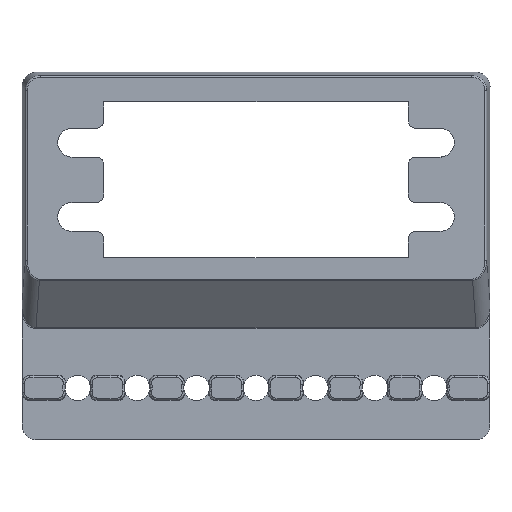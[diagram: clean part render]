
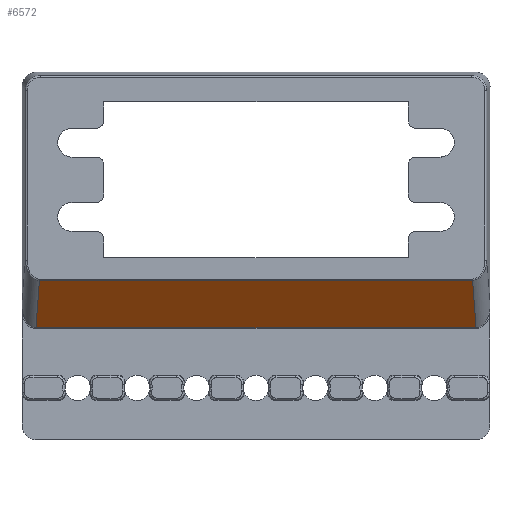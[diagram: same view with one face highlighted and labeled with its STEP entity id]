
A CAD part, top view. The second image highlights one B-rep face of the part: STEP entity #6572.
In plain terms, the highlighted planar face has unit normal (0, -0.643, 0.766).
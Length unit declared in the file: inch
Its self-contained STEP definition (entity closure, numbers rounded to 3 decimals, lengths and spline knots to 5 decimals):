
#206 = DIRECTION ( 'NONE',  ( -1., 0., 0. ) ) ;
#289 = CARTESIAN_POINT ( 'NONE',  ( -1.24016, -0.53247, 0.33037 ) ) ;
#1212 = LINE ( 'NONE', #1223, #7882 ) ;
#1223 = CARTESIAN_POINT ( 'NONE',  ( -1.14782, -0.53247, 0.33037 ) ) ;
#1683 = CARTESIAN_POINT ( 'NONE',  ( 1.16619, -0.78269, 0.12041 ) ) ;
#1954 = EDGE_CURVE ( 'NONE', #2599, #7041, #1212, .T. ) ;
#1973 = DIRECTION ( 'NONE',  ( 1., 0., 0. ) ) ;
#2176 = ORIENTED_EDGE ( 'NONE', *, *, #1954, .T. ) ;
#2599 = VERTEX_POINT ( 'NONE', #2801 ) ;
#2801 = CARTESIAN_POINT ( 'NONE',  ( -1.14782, -0.53247, 0.33037 ) ) ;
#2825 = VERTEX_POINT ( 'NONE', #9941 ) ;
#3247 = CARTESIAN_POINT ( 'NONE',  ( 1.16619, -0.78269, 0.12041 ) ) ;
#3901 = CARTESIAN_POINT ( 'NONE',  ( -1.16619, -0.78269, 0.12041 ) ) ;
#4018 = LINE ( 'NONE', #5536, #10750 ) ;
#4401 = LINE ( 'NONE', #1683, #8133 ) ;
#5535 = ORIENTED_EDGE ( 'NONE', *, *, #10295, .T. ) ;
#5536 = CARTESIAN_POINT ( 'NONE',  ( -0.62008, -0.78269, 0.12041 ) ) ;
#5580 = ORIENTED_EDGE ( 'NONE', *, *, #5673, .T. ) ;
#5673 = EDGE_CURVE ( 'NONE', #7041, #7098, #4018, .T. ) ;
#5913 = VECTOR ( 'NONE', #206, 39.37008 ) ;
#5976 = ORIENTED_EDGE ( 'NONE', *, *, #9103, .T. ) ;
#6572 = ADVANCED_FACE ( 'NONE', ( #9858 ), #6695, .T. ) ;
#6695 = PLANE ( 'NONE',  #6997 ) ;
#6997 = AXIS2_PLACEMENT_3D ( 'NONE', #10305, #8514, #10263 ) ;
#7041 = VERTEX_POINT ( 'NONE', #3901 ) ;
#7098 = VERTEX_POINT ( 'NONE', #3247 ) ;
#7357 = DIRECTION ( 'NONE',  ( -0.056, -0.765, -0.642 ) ) ;
#7882 = VECTOR ( 'NONE', #7357, 39.37008 ) ;
#8133 = VECTOR ( 'NONE', #10415, 39.37008 ) ;
#8514 = DIRECTION ( 'NONE',  ( 0., -0.643, 0.766 ) ) ;
#9103 = EDGE_CURVE ( 'NONE', #7098, #2825, #4401, .T. ) ;
#9756 = LINE ( 'NONE', #289, #5913 ) ;
#9858 = FACE_OUTER_BOUND ( 'NONE', #10447, .T. ) ;
#9941 = CARTESIAN_POINT ( 'NONE',  ( 1.14782, -0.53247, 0.33037 ) ) ;
#10263 = DIRECTION ( 'NONE',  ( 0., -0.766, -0.643 ) ) ;
#10295 = EDGE_CURVE ( 'NONE', #2825, #2599, #9756, .T. ) ;
#10305 = CARTESIAN_POINT ( 'NONE',  ( -1.24016, -0.71735, 0.17524 ) ) ;
#10415 = DIRECTION ( 'NONE',  ( -0.056, 0.765, 0.642 ) ) ;
#10447 = EDGE_LOOP ( 'NONE', ( #5535, #2176, #5580, #5976 ) ) ;
#10750 = VECTOR ( 'NONE', #1973, 39.37008 ) ;
